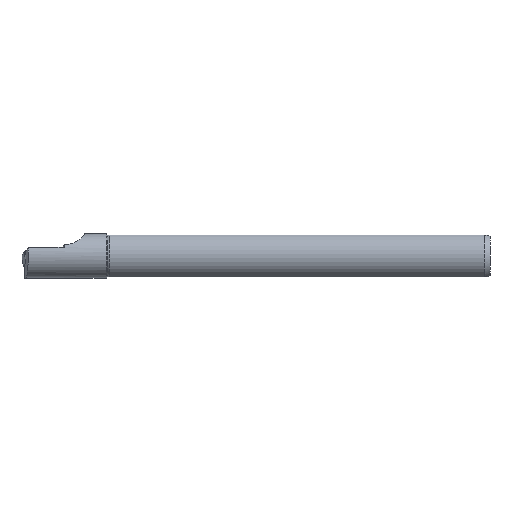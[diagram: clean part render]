
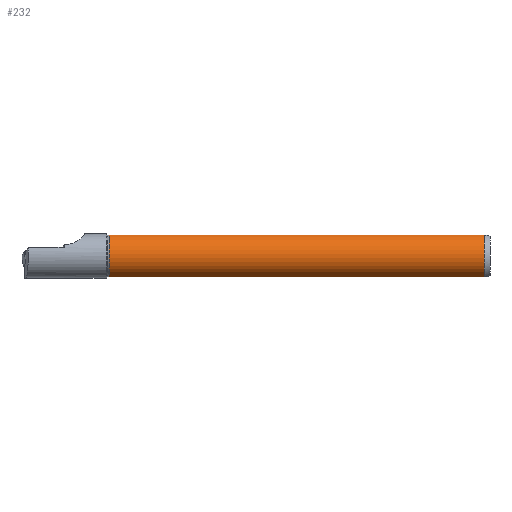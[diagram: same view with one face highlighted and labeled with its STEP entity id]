
A CAD part, front view. The second image highlights one B-rep face of the part: STEP entity #232.
In plain terms, the highlighted cylindrical face has radius 5 mm (diameter 10 mm), a partial arc.
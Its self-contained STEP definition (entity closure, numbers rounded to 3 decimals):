
#100=CYLINDRICAL_SURFACE('',#1459,5.);
#232=ADVANCED_FACE('',(#351),#100,.T.);
#351=FACE_OUTER_BOUND('',#419,.T.);
#419=EDGE_LOOP('',(#682,#683,#684,#685));
#513=CIRCLE('',#1450,5.);
#518=CIRCLE('',#1458,5.);
#682=ORIENTED_EDGE('',*,*,#1150,.T.);
#683=ORIENTED_EDGE('',*,*,#1110,.T.);
#684=ORIENTED_EDGE('',*,*,#1145,.F.);
#685=ORIENTED_EDGE('',*,*,#1090,.T.);
#955=VERTEX_POINT('',#1980);
#956=VERTEX_POINT('',#1982);
#974=VERTEX_POINT('',#2099);
#975=VERTEX_POINT('',#2101);
#1090=EDGE_CURVE('',#956,#955,#1279,.T.);
#1110=EDGE_CURVE('',#975,#974,#1286,.T.);
#1145=EDGE_CURVE('',#956,#974,#513,.T.);
#1150=EDGE_CURVE('',#955,#975,#518,.T.);
#1279=LINE('',#1981,#1347);
#1286=LINE('',#2100,#1354);
#1347=VECTOR('',#1580,1.);
#1354=VECTOR('',#1595,1.);
#1450=AXIS2_PLACEMENT_3D('',#2232,#1663,#1664);
#1458=AXIS2_PLACEMENT_3D('',#2240,#1679,#1680);
#1459=AXIS2_PLACEMENT_3D('',#2241,#1681,#1682);
#1580=DIRECTION('',(-1.,0.,0.));
#1595=DIRECTION('',(1.,0.,0.));
#1663=DIRECTION('',(1.,0.,0.));
#1664=DIRECTION('',(0.,0.,1.));
#1679=DIRECTION('',(1.,0.,0.));
#1680=DIRECTION('',(0.,0.,1.));
#1681=DIRECTION('',(-1.,0.,0.));
#1682=DIRECTION('',(0.,0.,1.));
#1980=CARTESIAN_POINT('',(18.925,-9.076,4.518));
#1981=CARTESIAN_POINT('',(-77.523,-9.076,4.518));
#1982=CARTESIAN_POINT('',(100.125,-9.076,4.518));
#2099=CARTESIAN_POINT('',(100.125,-9.076,-4.482));
#2100=CARTESIAN_POINT('',(-77.523,-9.076,-4.482));
#2101=CARTESIAN_POINT('',(18.925,-9.076,-4.482));
#2232=CARTESIAN_POINT('',(100.125,-6.896,0.018));
#2240=CARTESIAN_POINT('',(18.925,-6.896,0.018));
#2241=CARTESIAN_POINT('',(-77.523,-6.896,0.018));
